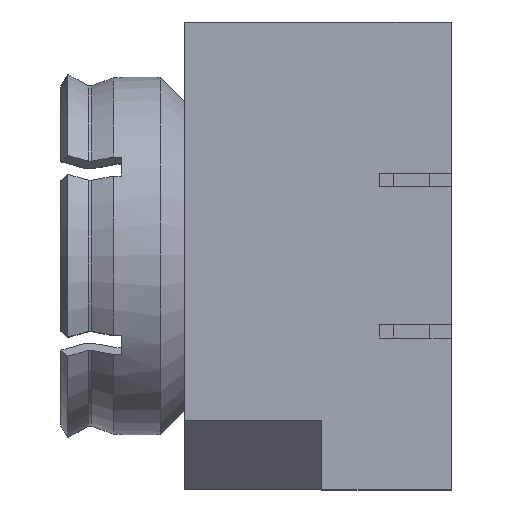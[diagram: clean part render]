
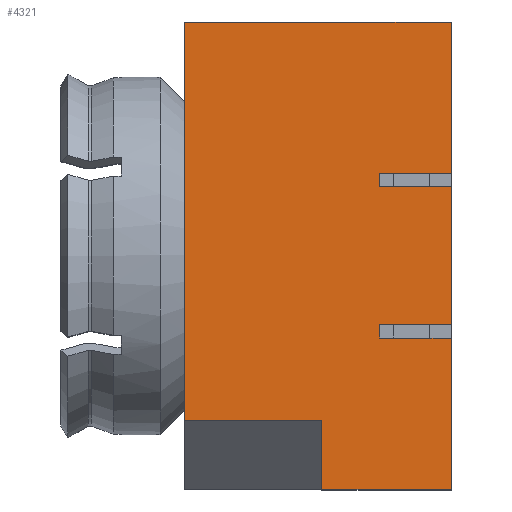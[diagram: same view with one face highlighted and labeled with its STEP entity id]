
A CAD part, top view. The second image highlights one B-rep face of the part: STEP entity #4321.
In plain terms, the highlighted planar face has unit normal (0, 0, 1).
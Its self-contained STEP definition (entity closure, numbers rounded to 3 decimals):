
#354=DIRECTION('',(0.,-1.,0.));
#355=VECTOR('',#354,3.683);
#356=CARTESIAN_POINT('',(1.143,2.159,2.159));
#357=LINE('',#356,#355);
#390=DIRECTION('',(1.,0.,0.));
#391=VECTOR('',#390,1.194);
#392=CARTESIAN_POINT('',(2.413,-2.159,2.159));
#393=LINE('',#392,#391);
#556=DIRECTION('',(0.,-1.,0.));
#557=VECTOR('',#556,1.397);
#558=CARTESIAN_POINT('',(3.607,-0.762,2.159));
#559=LINE('',#558,#557);
#572=DIRECTION('',(0.,-1.,0.));
#573=VECTOR('',#572,1.397);
#574=CARTESIAN_POINT('',(3.607,2.159,2.159));
#575=LINE('',#574,#573);
#658=DIRECTION('',(0.,-1.,0.));
#659=VECTOR('',#658,0.127);
#660=CARTESIAN_POINT('',(2.946,-0.635,2.159));
#661=LINE('',#660,#659);
#662=DIRECTION('',(-1.,0.,0.));
#663=VECTOR('',#662,0.66);
#664=CARTESIAN_POINT('',(3.607,-0.762,2.159));
#665=LINE('',#664,#663);
#666=DIRECTION('',(0.,1.,0.));
#667=VECTOR('',#666,0.635);
#668=CARTESIAN_POINT('',(2.413,-2.159,2.159));
#669=LINE('',#668,#667);
#670=DIRECTION('',(1.,0.,0.));
#671=VECTOR('',#670,1.27);
#672=CARTESIAN_POINT('',(1.143,-1.524,2.159));
#673=LINE('',#672,#671);
#674=DIRECTION('',(1.,0.,0.));
#675=VECTOR('',#674,2.464);
#676=CARTESIAN_POINT('',(1.143,2.159,2.159));
#677=LINE('',#676,#675);
#678=DIRECTION('',(-1.,0.,0.));
#679=VECTOR('',#678,0.66);
#680=CARTESIAN_POINT('',(3.607,0.762,2.159));
#681=LINE('',#680,#679);
#682=DIRECTION('',(0.,-1.,0.));
#683=VECTOR('',#682,0.127);
#684=CARTESIAN_POINT('',(2.946,0.762,2.159));
#685=LINE('',#684,#683);
#686=DIRECTION('',(1.,0.,0.));
#687=VECTOR('',#686,0.66);
#688=CARTESIAN_POINT('',(2.946,0.635,2.159));
#689=LINE('',#688,#687);
#690=DIRECTION('',(0.,-1.,0.));
#691=VECTOR('',#690,1.27);
#692=CARTESIAN_POINT('',(3.607,0.635,2.159));
#693=LINE('',#692,#691);
#706=DIRECTION('',(1.,0.,0.));
#707=VECTOR('',#706,0.66);
#708=CARTESIAN_POINT('',(2.946,-0.635,2.159));
#709=LINE('',#708,#707);
#2944=CARTESIAN_POINT('',(3.607,0.635,2.159));
#2945=VERTEX_POINT('',#2944);
#2952=CARTESIAN_POINT('',(3.607,-0.635,2.159));
#2953=VERTEX_POINT('',#2952);
#3083=CARTESIAN_POINT('',(1.143,2.159,2.159));
#3085=VERTEX_POINT('',#3083);
#3086=CARTESIAN_POINT('',(3.607,2.159,2.159));
#3087=VERTEX_POINT('',#3086);
#3110=CARTESIAN_POINT('',(3.607,-0.762,2.159));
#3112=VERTEX_POINT('',#3110);
#3114=CARTESIAN_POINT('',(3.607,0.762,2.159));
#3116=VERTEX_POINT('',#3114);
#3118=CARTESIAN_POINT('',(2.946,-0.762,2.159));
#3119=VERTEX_POINT('',#3118);
#3120=CARTESIAN_POINT('',(2.946,0.762,2.159));
#3121=VERTEX_POINT('',#3120);
#3122=CARTESIAN_POINT('',(3.607,-2.159,2.159));
#3123=VERTEX_POINT('',#3122);
#3214=CARTESIAN_POINT('',(1.143,-1.524,2.159));
#3216=VERTEX_POINT('',#3214);
#3218=CARTESIAN_POINT('',(2.413,-2.159,2.159));
#3219=CARTESIAN_POINT('',(2.413,-1.524,2.159));
#3220=VERTEX_POINT('',#3218);
#3221=VERTEX_POINT('',#3219);
#3290=CARTESIAN_POINT('',(2.946,0.635,2.159));
#3292=VERTEX_POINT('',#3290);
#3306=CARTESIAN_POINT('',(2.946,-0.635,2.159));
#3308=VERTEX_POINT('',#3306);
#4290=CARTESIAN_POINT('',(3.607,0.,2.159));
#4291=DIRECTION('',(0.,0.,1.));
#4292=DIRECTION('',(1.,0.,0.));
#4293=AXIS2_PLACEMENT_3D('',#4290,#4291,#4292);
#4294=PLANE('',#4293);
#4296=ORIENTED_EDGE('',*,*,#4295,.F.);
#4298=ORIENTED_EDGE('',*,*,#4297,.T.);
#4300=ORIENTED_EDGE('',*,*,#4299,.F.);
#4301=ORIENTED_EDGE('',*,*,#4200,.T.);
#4302=ORIENTED_EDGE('',*,*,#3964,.F.);
#4304=ORIENTED_EDGE('',*,*,#4303,.T.);
#4306=ORIENTED_EDGE('',*,*,#4305,.F.);
#4307=ORIENTED_EDGE('',*,*,#3908,.F.);
#4309=ORIENTED_EDGE('',*,*,#4308,.T.);
#4310=ORIENTED_EDGE('',*,*,#4208,.T.);
#4312=ORIENTED_EDGE('',*,*,#4311,.T.);
#4314=ORIENTED_EDGE('',*,*,#4313,.T.);
#4316=ORIENTED_EDGE('',*,*,#4315,.T.);
#4318=ORIENTED_EDGE('',*,*,#4317,.T.);
#4319=EDGE_LOOP('',(#4296,#4298,#4300,#4301,#4302,#4304,#4306,#4307,#4309,#4310,
#4312,#4314,#4316,#4318));
#4320=FACE_OUTER_BOUND('',#4319,.F.);
#4321=ADVANCED_FACE('',(#4320),#4294,.T.);
#3908=EDGE_CURVE('',#3085,#3216,#357,.T.);
#3964=EDGE_CURVE('',#3220,#3123,#393,.T.);
#4200=EDGE_CURVE('',#3112,#3123,#559,.T.);
#4208=EDGE_CURVE('',#3087,#3116,#575,.T.);
#4295=EDGE_CURVE('',#3308,#2953,#709,.T.);
#4297=EDGE_CURVE('',#3308,#3119,#661,.T.);
#4299=EDGE_CURVE('',#3112,#3119,#665,.T.);
#4303=EDGE_CURVE('',#3220,#3221,#669,.T.);
#4305=EDGE_CURVE('',#3216,#3221,#673,.T.);
#4308=EDGE_CURVE('',#3085,#3087,#677,.T.);
#4311=EDGE_CURVE('',#3116,#3121,#681,.T.);
#4313=EDGE_CURVE('',#3121,#3292,#685,.T.);
#4315=EDGE_CURVE('',#3292,#2945,#689,.T.);
#4317=EDGE_CURVE('',#2945,#2953,#693,.T.);
